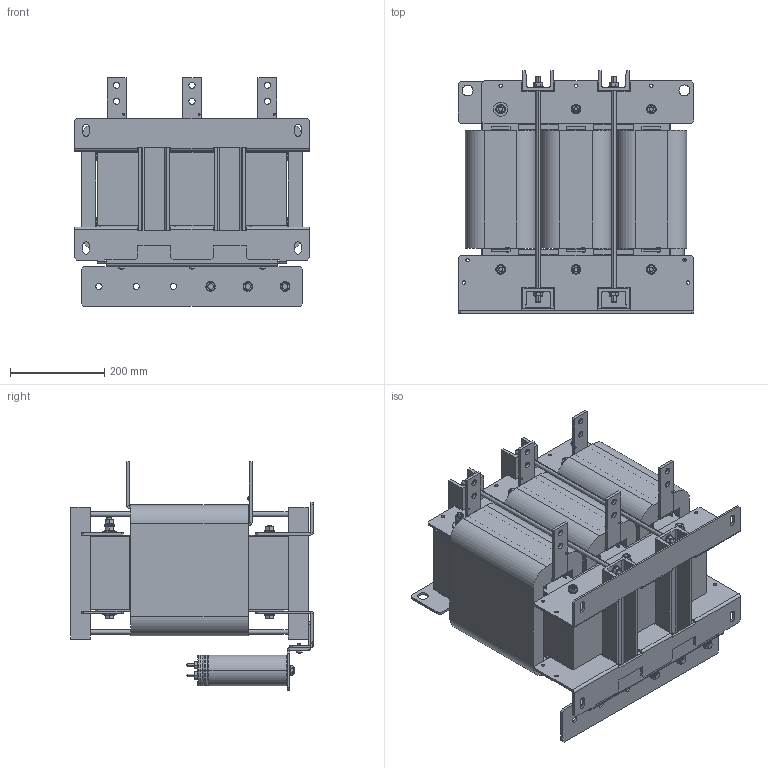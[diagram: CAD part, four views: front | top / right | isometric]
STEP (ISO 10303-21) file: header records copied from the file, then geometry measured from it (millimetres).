
FILE_DESCRIPTION (( 'STEP AP214' ), '1' );
FILE_NAME ('B 1001075.STEP', '2014-04-24T09:51:36', ( '' ), ( '' ), 'SwSTEP 2.0', 'SolidWorks 2012', '' );
FILE_SCHEMA (( 'AUTOMOTIVE_DESIGN' ));
Length unit declared in the file: millimetre
Products named in the file (29): +3810-0160; #050-0967; #700-1359; hex thin nut chamfered gradeab_din_Hexagon Thin Nut ISO 4035 - M12 - N; toothed lock washer 1_din_DIN 6797-A13; M10x210DIN933; M10x190DIN933; curved spring lock washer_din_Spring washer DIN 128 - A10; hex nut style 1 gradeab_din_Hexagon Nut ISO 4032 - M10 - D - N; plain washer grade a_din_Washer DIN 125 - A 10.5; Isolierbuchse M10_M05; plain washer large_din_Washer DIN 9021 - 10.5; pan head cross recess screw_din_ISO 7045 - M4 x 8 - Z --- 8N; plain washer grade a_din_Washer DIN 125 - A 4.3; pan head cross recess screw_din_ISO 7045 - M6 x 16 - Z --- 16N; plain washer grade a_din_Washer DIN 125 - A 6.4; #700-1339; #700-1340; #130-0294; #144-0103; #050-0899; #040-1295; #040-1294; #080-0622; Alu-Platte 80x60x3mm; Kern f黵 B 1001075; Wickel f黵 B 1001075; HGW-Platte 240x150x1mm; B 1001075
Assembly tree (126 placements, depth 2):
  B 1001075
    HGW-Platte 240x150x1mm  x6
    Wickel f黵 B 1001075  x3
    Kern f黵 B 1001075
    Alu-Platte 80x60x3mm  x8
    #080-0622  x2
    #040-1294
    #040-1295
    #050-0899
    #144-0103  x6
    #130-0294  x6
    #700-1340  x3
    #700-1339  x3
    plain washer grade a_din_Washer DIN 125 - A 6.4  x3
    pan head cross recess screw_din_ISO 7045 - M6 x 16 - Z --- 16N  x3
    plain washer grade a_din_Washer DIN 125 - A 4.3  x3
    pan head cross recess screw_din_ISO 7045 - M4 x 8 - Z --- 8N  x3
    plain washer large_din_Washer DIN 9021 - 10.5  x2
    Isolierbuchse M10_M05  x10
    plain washer grade a_din_Washer DIN 125 - A 10.5  x22
    hex nut style 1 gradeab_din_Hexagon Nut ISO 4032 - M10 - D - N  x15
    curved spring lock washer_din_Spring washer DIN 128 - A10
    M10x190DIN933  x5
    M10x210DIN933
    toothed lock washer 1_din_DIN 6797-A13  x3
    hex thin nut chamfered gradeab_din_Hexagon Thin Nut ISO 4035 - M12 - N  x3
    #700-1359  x4
    #050-0967  x4
    +3810-0160  x3
Bounding box: 500 x 515 x 485 mm (x, y, z)
Volume: 43275114.6 mm3; surface area: 4752166.9 mm2
Topology: 126 solids, 126 shells, 3207 faces, 7968 edges, 5036 vertices
Faces by surface type: plane 2033, cylinder 724, cone 352, torus 80, sphere 12, bspline 6
Entity records: 29607 total; most frequent: CARTESIAN_POINT 5767, DIRECTION 4762, ORIENTED_EDGE 4436, EDGE_CURVE 2218, AXIS2_PLACEMENT_3D 1635, LINE 1492, VECTOR 1492, VERTEX_POINT 1404
